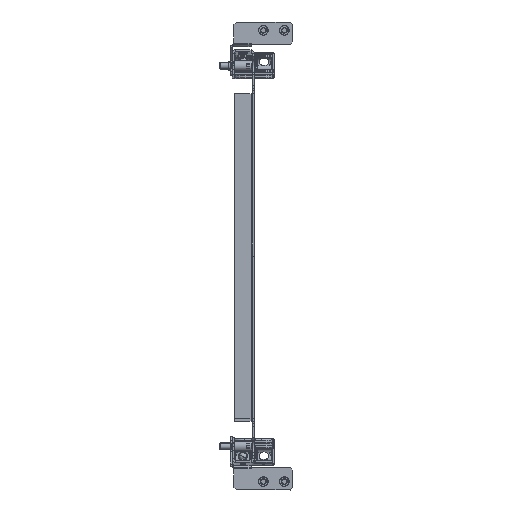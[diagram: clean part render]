
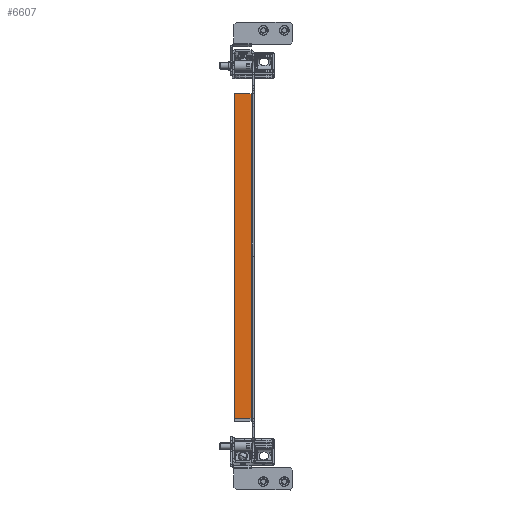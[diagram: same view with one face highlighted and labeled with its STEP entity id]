
A CAD part, top view. The second image highlights one B-rep face of the part: STEP entity #6607.
In plain terms, the highlighted face is planar.
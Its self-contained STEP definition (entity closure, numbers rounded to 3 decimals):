
#6414=CARTESIAN_POINT('Vertex',(937.,193.5,4.)) ;
#6528=CARTESIAN_POINT('Vertex',(937.,193.5,23.8)) ;
#6531=CARTESIAN_POINT('Line Origine',(937.,193.5,13.9)) ;
#6552=CARTESIAN_POINT('Vertex',(937.,-193.5,23.8)) ;
#6555=CARTESIAN_POINT('Line Origine',(937.,0.,23.8)) ;
#6576=CARTESIAN_POINT('Vertex',(937.,-193.5,4.)) ;
#6579=CARTESIAN_POINT('Line Origine',(937.,-193.5,13.9)) ;
#6591=CARTESIAN_POINT('Axis2P3D Location',(937.,0.,2.5)) ;
#6596=CARTESIAN_POINT('Line Origine',(937.,0.,4.)) ;
#6532=DIRECTION('Vector Direction',(0.,0.,1.)) ;
#6556=DIRECTION('Vector Direction',(0.,-1.,0.)) ;
#6580=DIRECTION('Vector Direction',(0.,0.,-1.)) ;
#6592=DIRECTION('Axis2P3D Direction',(1.,-0.,0.)) ;
#6593=DIRECTION('Axis2P3D XDirection',(0.,1.,0.)) ;
#6597=DIRECTION('Vector Direction',(0.,1.,0.)) ;
#6594=AXIS2_PLACEMENT_3D('Plane Axis2P3D',#6591,#6592,#6593) ;
#6602=ORIENTED_EDGE('',*,*,#6600,.T.) ;
#6603=ORIENTED_EDGE('',*,*,#6535,.T.) ;
#6604=ORIENTED_EDGE('',*,*,#6559,.T.) ;
#6605=ORIENTED_EDGE('',*,*,#6583,.T.) ;
#6533=VECTOR('Line Direction',#6532,1.) ;
#6557=VECTOR('Line Direction',#6556,1.) ;
#6581=VECTOR('Line Direction',#6580,1.) ;
#6598=VECTOR('Line Direction',#6597,1.) ;
#6607=ADVANCED_FACE('PartBody',(#6606),#6595,.T.) ;
#6535=EDGE_CURVE('',#6415,#6529,#6534,.T.) ;
#6559=EDGE_CURVE('',#6529,#6553,#6558,.T.) ;
#6583=EDGE_CURVE('',#6553,#6577,#6582,.T.) ;
#6600=EDGE_CURVE('',#6577,#6415,#6599,.T.) ;
#6601=EDGE_LOOP('',(#6602,#6603,#6604,#6605)) ;
#6606=FACE_OUTER_BOUND('',#6601,.T.) ;
#6534=LINE('Line',#6531,#6533) ;
#6558=LINE('Line',#6555,#6557) ;
#6582=LINE('Line',#6579,#6581) ;
#6599=LINE('Line',#6596,#6598) ;
#6595=PLANE('',#6594) ;
#6415=VERTEX_POINT('',#6414) ;
#6529=VERTEX_POINT('',#6528) ;
#6553=VERTEX_POINT('',#6552) ;
#6577=VERTEX_POINT('',#6576) ;
